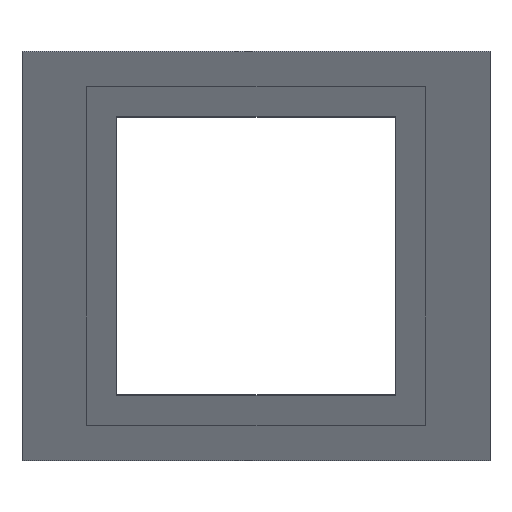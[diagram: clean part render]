
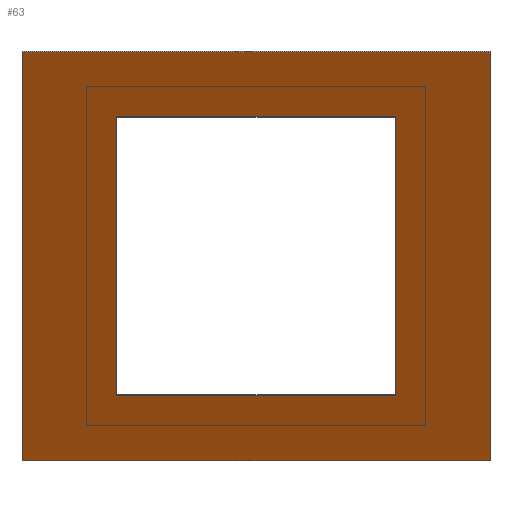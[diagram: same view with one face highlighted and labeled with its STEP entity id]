
A CAD part, front view. The second image highlights one B-rep face of the part: STEP entity #63.
In plain terms, the highlighted planar face has unit normal (0, -0.866, -0.5).
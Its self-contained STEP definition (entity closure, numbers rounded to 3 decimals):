
#9 = ORIENTED_EDGE ( 'NONE', *, *, #41, .F. ) ;
#28 = EDGE_CURVE ( 'NONE', #31, #248, #370, .T. ) ;
#31 = VERTEX_POINT ( 'NONE', #366 ) ;
#41 = EDGE_CURVE ( 'NONE', #251, #50, #356, .T. ) ;
#44 = ORIENTED_EDGE ( 'NONE', *, *, #250, .F. ) ;
#45 = ORIENTED_EDGE ( 'NONE', *, *, #28, .F. ) ;
#46 = ORIENTED_EDGE ( 'NONE', *, *, #51, .F. ) ;
#49 = EDGE_LOOP ( 'NONE', ( #44, #45, #46, #9 ) ) ;
#50 = VERTEX_POINT ( 'NONE', #346 ) ;
#51 = EDGE_CURVE ( 'NONE', #50, #31, #410, .T. ) ;
#53 = ORIENTED_EDGE ( 'NONE', *, *, #210, .T. ) ;
#57 = EDGE_CURVE ( 'NONE', #235, #152, #402, .T. ) ;
#58 = ORIENTED_EDGE ( 'NONE', *, *, #57, .T. ) ;
#59 = ORIENTED_EDGE ( 'NONE', *, *, #62, .T. ) ;
#60 = ORIENTED_EDGE ( 'NONE', *, *, #209, .T. ) ;
#61 = EDGE_LOOP ( 'NONE', ( #60, #59, #53, #58 ) ) ;
#62 = EDGE_CURVE ( 'NONE', #207, #211, #398, .T. ) ;
#63 = ADVANCED_FACE ( 'NONE', ( #394, #393 ), #392, .T. ) ;
#152 = VERTEX_POINT ( 'NONE', #589 ) ;
#207 = VERTEX_POINT ( 'NONE', #665 ) ;
#209 = EDGE_CURVE ( 'NONE', #152, #207, #664, .T. ) ;
#210 = EDGE_CURVE ( 'NONE', #211, #235, #660, .T. ) ;
#211 = VERTEX_POINT ( 'NONE', #656 ) ;
#235 = VERTEX_POINT ( 'NONE', #744 ) ;
#248 = VERTEX_POINT ( 'NONE', #727 ) ;
#250 = EDGE_CURVE ( 'NONE', #248, #251, #726, .T. ) ;
#251 = VERTEX_POINT ( 'NONE', #722 ) ;
#346 = CARTESIAN_POINT ( 'NONE',  ( -542.5, 46.274, -82.149 ) ) ;
#348 = DIRECTION ( 'NONE',  ( -1., 0., 0. ) ) ;
#349 = VECTOR ( 'NONE', #348, 1000. ) ;
#350 = CARTESIAN_POINT ( 'NONE',  ( 542.5, 46.274, -82.149 ) ) ;
#356 = LINE ( 'NONE', #350, #349 ) ;
#366 = CARTESIAN_POINT ( 'NONE',  ( -542.5, -501.226, 866.149 ) ) ;
#367 = DIRECTION ( 'NONE',  ( 1., 0., 0. ) ) ;
#368 = VECTOR ( 'NONE', #367, 1000. ) ;
#369 = CARTESIAN_POINT ( 'NONE',  ( 542.5, -501.226, 866.149 ) ) ;
#370 = LINE ( 'NONE', #369, #368 ) ;
#387 = DIRECTION ( 'NONE',  ( 0., 0.5, -0.866 ) ) ;
#388 = DIRECTION ( 'NONE',  ( 0., -0.866, -0.5 ) ) ;
#390 = CARTESIAN_POINT ( 'NONE',  ( 542.5, -501.226, 866.149 ) ) ;
#391 = AXIS2_PLACEMENT_3D ( 'NONE', #390, #388, #387 ) ;
#392 = PLANE ( 'NONE',  #391 ) ;
#393 = FACE_OUTER_BOUND ( 'NONE', #49, .T. ) ;
#394 = FACE_BOUND ( 'NONE', #61, .T. ) ;
#395 = DIRECTION ( 'NONE',  ( 1., 0., 0. ) ) ;
#396 = VECTOR ( 'NONE', #395, 1000. ) ;
#397 = CARTESIAN_POINT ( 'NONE',  ( 322.5, -413.671, 714.5 ) ) ;
#398 = LINE ( 'NONE', #397, #396 ) ;
#399 = DIRECTION ( 'NONE',  ( -1., 0., 0. ) ) ;
#400 = VECTOR ( 'NONE', #399, 1000. ) ;
#401 = CARTESIAN_POINT ( 'NONE',  ( -322.5, -41.281, 69.5 ) ) ;
#402 = LINE ( 'NONE', #401, #400 ) ;
#407 = DIRECTION ( 'NONE',  ( 0., -0.5, 0.866 ) ) ;
#408 = VECTOR ( 'NONE', #407, 1000. ) ;
#409 = CARTESIAN_POINT ( 'NONE',  ( -542.5, 46.274, -82.149 ) ) ;
#410 = LINE ( 'NONE', #409, #408 ) ;
#589 = CARTESIAN_POINT ( 'NONE',  ( -322.5, -41.281, 69.5 ) ) ;
#656 = CARTESIAN_POINT ( 'NONE',  ( 322.5, -413.671, 714.5 ) ) ;
#657 = DIRECTION ( 'NONE',  ( 0., 0.5, -0.866 ) ) ;
#658 = VECTOR ( 'NONE', #657, 1000. ) ;
#659 = CARTESIAN_POINT ( 'NONE',  ( 322.5, -41.281, 69.5 ) ) ;
#660 = LINE ( 'NONE', #659, #658 ) ;
#661 = DIRECTION ( 'NONE',  ( 0., -0.5, 0.866 ) ) ;
#662 = VECTOR ( 'NONE', #661, 1000. ) ;
#663 = CARTESIAN_POINT ( 'NONE',  ( -322.5, -413.671, 714.5 ) ) ;
#664 = LINE ( 'NONE', #663, #662 ) ;
#665 = CARTESIAN_POINT ( 'NONE',  ( -322.5, -413.671, 714.5 ) ) ;
#722 = CARTESIAN_POINT ( 'NONE',  ( 542.5, 46.274, -82.149 ) ) ;
#723 = DIRECTION ( 'NONE',  ( 0., 0.5, -0.866 ) ) ;
#724 = VECTOR ( 'NONE', #723, 1000. ) ;
#725 = CARTESIAN_POINT ( 'NONE',  ( 542.5, 46.274, -82.149 ) ) ;
#726 = LINE ( 'NONE', #725, #724 ) ;
#727 = CARTESIAN_POINT ( 'NONE',  ( 542.5, -501.226, 866.149 ) ) ;
#744 = CARTESIAN_POINT ( 'NONE',  ( 322.5, -41.281, 69.5 ) ) ;
